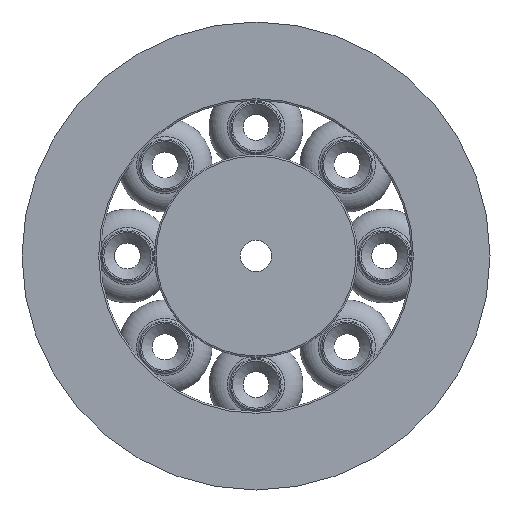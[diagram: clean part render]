
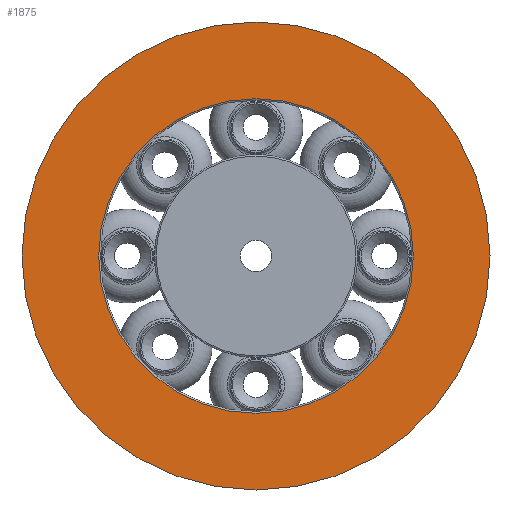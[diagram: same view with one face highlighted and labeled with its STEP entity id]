
A CAD part, front view. The second image highlights one B-rep face of the part: STEP entity #1875.
In plain terms, the highlighted planar face has unit normal (0, -1, 0).
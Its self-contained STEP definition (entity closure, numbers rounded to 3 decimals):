
#69=PLANE('',#2208);
#308=FACE_BOUND('',#799,.T.);
#478=FACE_OUTER_BOUND('',#798,.T.);
#798=EDGE_LOOP('',(#1643));
#799=EDGE_LOOP('',(#1644));
#985=CIRCLE('',#2207,30.158);
#986=CIRCLE('',#2209,44.858);
#1154=VERTEX_POINT('',#3376);
#1155=VERTEX_POINT('',#3379);
#1323=EDGE_CURVE('',#1154,#1154,#985,.T.);
#1324=EDGE_CURVE('',#1155,#1155,#986,.T.);
#1643=ORIENTED_EDGE('',*,*,#1324,.F.);
#1644=ORIENTED_EDGE('',*,*,#1323,.T.);
#1875=ADVANCED_FACE('',(#478,#308),#69,.T.);
#2207=AXIS2_PLACEMENT_3D('',#3377,#2851,#2852);
#2208=AXIS2_PLACEMENT_3D('',#3378,#2853,#2854);
#2209=AXIS2_PLACEMENT_3D('',#3380,#2855,#2856);
#2851=DIRECTION('center_axis',(0.,1.,0.));
#2852=DIRECTION('ref_axis',(1.,0.,0.));
#2853=DIRECTION('center_axis',(0.,-1.,0.));
#2854=DIRECTION('ref_axis',(0.,0.,-1.));
#2855=DIRECTION('center_axis',(0.,1.,0.));
#2856=DIRECTION('ref_axis',(1.,0.,0.));
#3376=CARTESIAN_POINT('',(-30.158,-10.,0.));
#3377=CARTESIAN_POINT('Origin',(0.,-10.,0.));
#3378=CARTESIAN_POINT('Origin',(-44.858,-10.,0.));
#3379=CARTESIAN_POINT('',(-44.858,-10.,0.));
#3380=CARTESIAN_POINT('Origin',(0.,-10.,0.));
